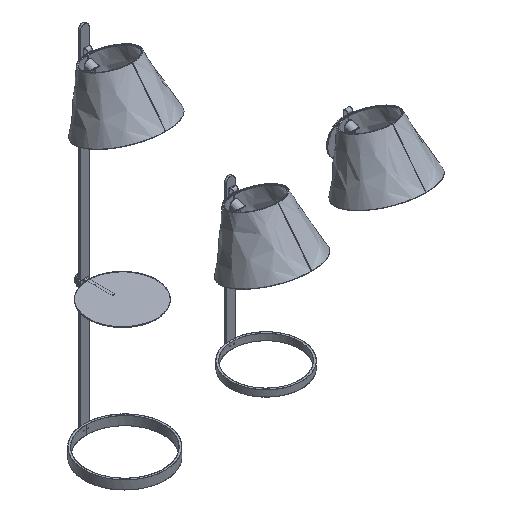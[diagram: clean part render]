
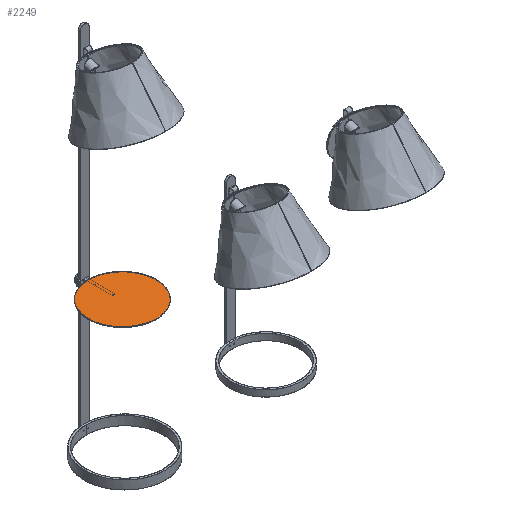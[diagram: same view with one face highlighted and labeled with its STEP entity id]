
A CAD part, isometric view. The second image highlights one B-rep face of the part: STEP entity #2249.
In plain terms, the highlighted planar face has unit normal (0, 0, 1).
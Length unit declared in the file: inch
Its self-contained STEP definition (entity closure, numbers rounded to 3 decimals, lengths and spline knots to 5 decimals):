
#846=PLANE('',#27168);
#2249=ADVANCED_FACE('',(#4048),#846,.T.);
#4048=FACE_OUTER_BOUND('',#5805,.T.);
#5805=EDGE_LOOP('',(#12187,#12188));
#12187=ORIENTED_EDGE('',*,*,#17344,.F.);
#12188=ORIENTED_EDGE('',*,*,#17341,.F.);
#17341=EDGE_CURVE('',#25076,#25077,#19664,.T.);
#17344=EDGE_CURVE('',#25077,#25076,#19667,.T.);
#19664=(
BOUNDED_CURVE()
B_SPLINE_CURVE(3,(#60296,#60297,#60298,#60299),.UNSPECIFIED.,.F.,.F.)
B_SPLINE_CURVE_WITH_KNOTS((4,4),(-1.,0.),.UNSPECIFIED.)
CURVE()
GEOMETRIC_REPRESENTATION_ITEM()
RATIONAL_B_SPLINE_CURVE((1.,0.333,0.333,1.))
REPRESENTATION_ITEM('')
);
#19667=(
BOUNDED_CURVE()
B_SPLINE_CURVE(3,(#60308,#60309,#60310,#60311),.UNSPECIFIED.,.F.,.F.)
B_SPLINE_CURVE_WITH_KNOTS((4,4),(-1.,0.),.UNSPECIFIED.)
CURVE()
GEOMETRIC_REPRESENTATION_ITEM()
RATIONAL_B_SPLINE_CURVE((1.,0.333,0.333,1.))
REPRESENTATION_ITEM('')
);
#25076=VERTEX_POINT('',#60258);
#25077=VERTEX_POINT('',#60259);
#27168=AXIS2_PLACEMENT_3D('',#60219,#27714,$);
#27714=DIRECTION('',(0.,0.,1.));
#60219=CARTESIAN_POINT('',(-5.30304,-0.53554,14.77809));
#60258=CARTESIAN_POINT('',(0.,-11.07874,14.77809));
#60259=CARTESIAN_POINT('',(0.,-0.59843,14.77809));
#60296=CARTESIAN_POINT('',(0.,-11.07874,14.77809));
#60297=CARTESIAN_POINT('',(-10.48031,-11.07874,14.77809));
#60298=CARTESIAN_POINT('',(-10.48031,-0.59843,14.77809));
#60299=CARTESIAN_POINT('',(0.,-0.59843,14.77809));
#60308=CARTESIAN_POINT('',(0.,-0.59843,14.77809));
#60309=CARTESIAN_POINT('',(10.48031,-0.59843,14.77809));
#60310=CARTESIAN_POINT('',(10.48031,-11.07874,14.77809));
#60311=CARTESIAN_POINT('',(0.,-11.07874,14.77809));
